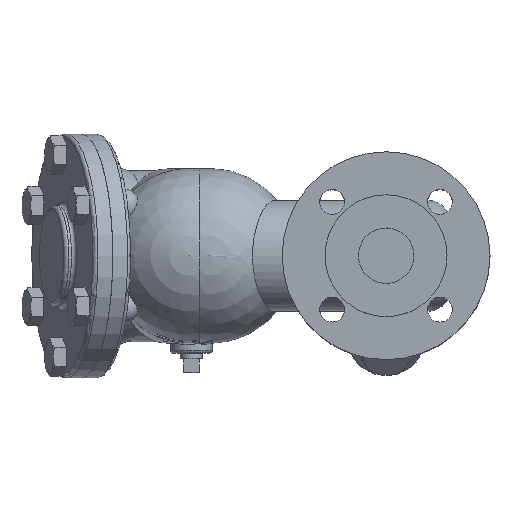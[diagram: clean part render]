
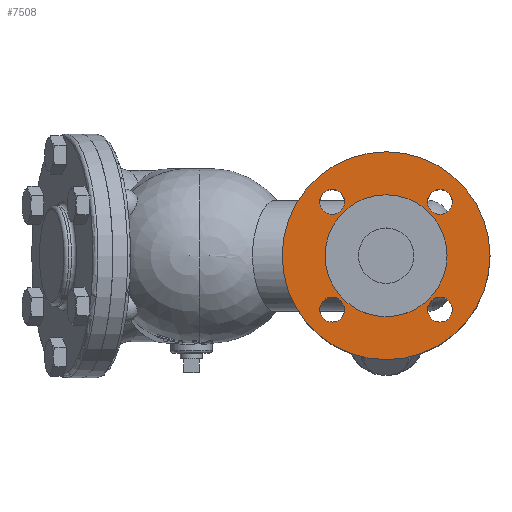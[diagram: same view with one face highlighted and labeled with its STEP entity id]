
A CAD part, top view. The second image highlights one B-rep face of the part: STEP entity #7508.
In plain terms, the highlighted planar face has unit normal (0, 0, 1).
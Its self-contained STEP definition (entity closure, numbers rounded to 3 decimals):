
#2788=CARTESIAN_POINT('',(75.0,0.,72.0));
#2789=VERTEX_POINT('',#2788);
#2790=CARTESIAN_POINT('',(0.0,0.0,72.0));
#2791=DIRECTION('',(0.0,0.0,-1.0));
#2792=DIRECTION('',(-1.0,0.0,0.0));
#2793=AXIS2_PLACEMENT_3D('',#2790,#2791,#2792);
#2794=CIRCLE('',#2793,75.0);
#2795=EDGE_CURVE('',#2789,#2789,#2794,.T.);
#7330=CARTESIAN_POINT('',(-38.891,47.891,72.0));
#7331=VERTEX_POINT('',#7330);
#7332=CARTESIAN_POINT('',(-38.891,38.891,72.));
#7333=DIRECTION('',(0.0,0.0,-1.0));
#7334=DIRECTION('',(0.0,1.0,0.0));
#7335=AXIS2_PLACEMENT_3D('',#7332,#7333,#7334);
#7336=CIRCLE('',#7335,9.0);
#7337=EDGE_CURVE('',#7331,#7331,#7336,.T.);
#7350=CARTESIAN_POINT('',(-47.891,-38.891,72.0));
#7351=VERTEX_POINT('',#7350);
#7352=CARTESIAN_POINT('',(-38.891,-38.891,72.));
#7353=DIRECTION('',(0.0,0.0,-1.0));
#7354=DIRECTION('',(-1.0,0.0,0.0));
#7355=AXIS2_PLACEMENT_3D('',#7352,#7353,#7354);
#7356=CIRCLE('',#7355,9.0);
#7357=EDGE_CURVE('',#7351,#7351,#7356,.T.);
#7370=CARTESIAN_POINT('',(38.891,-47.891,72.0));
#7371=VERTEX_POINT('',#7370);
#7372=CARTESIAN_POINT('',(38.891,-38.891,72.));
#7373=DIRECTION('',(0.0,0.0,-1.0));
#7374=DIRECTION('',(0.0,-1.0,0.0));
#7375=AXIS2_PLACEMENT_3D('',#7372,#7373,#7374);
#7376=CIRCLE('',#7375,9.0);
#7377=EDGE_CURVE('',#7371,#7371,#7376,.T.);
#7390=CARTESIAN_POINT('',(47.891,38.891,72.0));
#7391=VERTEX_POINT('',#7390);
#7392=CARTESIAN_POINT('',(38.891,38.891,72.));
#7393=DIRECTION('',(0.0,0.0,-1.0));
#7394=DIRECTION('',(1.0,0.0,0.0));
#7395=AXIS2_PLACEMENT_3D('',#7392,#7393,#7394);
#7396=CIRCLE('',#7395,9.0);
#7397=EDGE_CURVE('',#7391,#7391,#7396,.T.);
#7462=CARTESIAN_POINT('',(44.0,0.,72.0));
#7463=VERTEX_POINT('',#7462);
#7464=CARTESIAN_POINT('',(0.0,0.0,72.0));
#7465=DIRECTION('',(0.0,0.0,1.0));
#7466=DIRECTION('',(-1.0,0.0,0.0));
#7467=AXIS2_PLACEMENT_3D('',#7464,#7465,#7466);
#7468=CIRCLE('',#7467,44.0);
#7469=EDGE_CURVE('',#7463,#7463,#7468,.T.);
#7485=CARTESIAN_POINT('',(0.0,0.0,72.0));
#7486=DIRECTION('',(0.0,0.0,-1.0));
#7487=DIRECTION('',(-1.0,0.0,0.0));
#7488=AXIS2_PLACEMENT_3D('',#7485,#7486,#7487);
#7489=PLANE('',#7488);
#7490=ORIENTED_EDGE('',*,*,#2795,.F.);
#7491=EDGE_LOOP('',(#7490));
#7492=FACE_OUTER_BOUND('',#7491,.T.);
#7493=ORIENTED_EDGE('',*,*,#7337,.T.);
#7494=EDGE_LOOP('',(#7493));
#7495=FACE_BOUND('',#7494,.T.);
#7496=ORIENTED_EDGE('',*,*,#7357,.T.);
#7497=EDGE_LOOP('',(#7496));
#7498=FACE_BOUND('',#7497,.T.);
#7499=ORIENTED_EDGE('',*,*,#7377,.T.);
#7500=EDGE_LOOP('',(#7499));
#7501=FACE_BOUND('',#7500,.T.);
#7502=ORIENTED_EDGE('',*,*,#7397,.T.);
#7503=EDGE_LOOP('',(#7502));
#7504=FACE_BOUND('',#7503,.T.);
#7505=ORIENTED_EDGE('',*,*,#7469,.F.);
#7506=EDGE_LOOP('',(#7505));
#7507=FACE_BOUND('',#7506,.T.);
#7508=ADVANCED_FACE('',(#7492,#7495,#7498,#7501,#7504,#7507),#7489,.F.);
